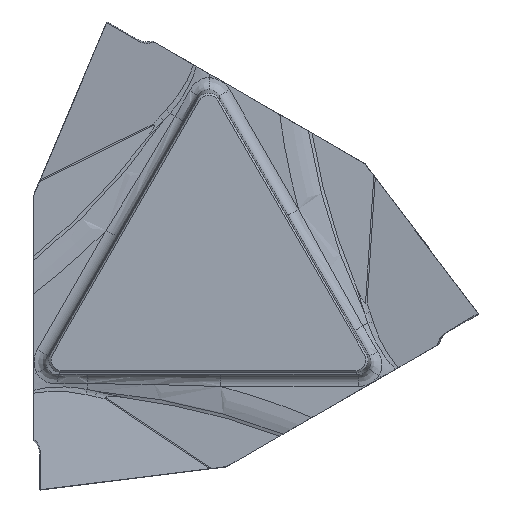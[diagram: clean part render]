
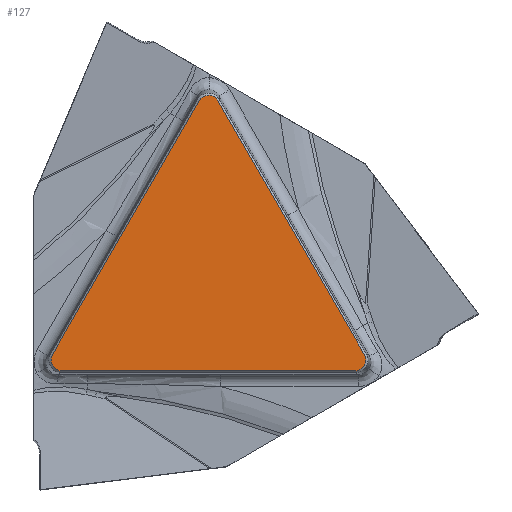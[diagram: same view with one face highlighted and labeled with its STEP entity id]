
A CAD part, left-side view. The second image highlights one B-rep face of the part: STEP entity #127.
In plain terms, the highlighted planar face has unit normal (-1, 0, 0).
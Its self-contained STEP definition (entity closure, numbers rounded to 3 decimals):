
#127=ADVANCED_FACE('',(#242),#213,.T.);
#213=PLANE('',#1515);
#242=FACE_OUTER_BOUND('',#328,.T.);
#328=EDGE_LOOP('',(#499,#500,#501,#502,#503,#504));
#499=ORIENTED_EDGE('',*,*,#1069,.T.);
#500=ORIENTED_EDGE('',*,*,#1070,.T.);
#501=ORIENTED_EDGE('',*,*,#1071,.T.);
#502=ORIENTED_EDGE('',*,*,#1072,.T.);
#503=ORIENTED_EDGE('',*,*,#1073,.T.);
#504=ORIENTED_EDGE('',*,*,#1074,.T.);
#931=VERTEX_POINT('',#2141);
#932=VERTEX_POINT('',#2142);
#933=VERTEX_POINT('',#2144);
#934=VERTEX_POINT('',#2149);
#935=VERTEX_POINT('',#2151);
#936=VERTEX_POINT('',#2156);
#1069=EDGE_CURVE('',#931,#932,#1418,.T.);
#1070=EDGE_CURVE('',#932,#933,#1265,.T.);
#1071=EDGE_CURVE('',#933,#934,#1419,.T.);
#1072=EDGE_CURVE('',#934,#935,#1266,.T.);
#1073=EDGE_CURVE('',#935,#936,#1420,.T.);
#1074=EDGE_CURVE('',#936,#931,#1267,.T.);
#1265=LINE('',#2143,#1346);
#1266=LINE('',#2150,#1347);
#1267=LINE('',#2157,#1348);
#1346=VECTOR('',#1685,1.);
#1347=VECTOR('',#1686,1.);
#1348=VECTOR('',#1687,1.);
#1418=B_SPLINE_CURVE_WITH_KNOTS('',3,(#2137,#2138,#2139,#2140),
 .UNSPECIFIED.,.F.,.F.,(4,4),(0.,1.),.UNSPECIFIED.);
#1419=B_SPLINE_CURVE_WITH_KNOTS('',3,(#2145,#2146,#2147,#2148),
 .UNSPECIFIED.,.F.,.F.,(4,4),(0.,1.),.UNSPECIFIED.);
#1420=B_SPLINE_CURVE_WITH_KNOTS('',3,(#2152,#2153,#2154,#2155),
 .UNSPECIFIED.,.F.,.F.,(4,4),(0.,1.),.UNSPECIFIED.);
#1515=AXIS2_PLACEMENT_3D('',#2158,#1688,#1689);
#1685=DIRECTION('',(0.,0.5,0.866));
#1686=DIRECTION('',(0.,0.5,-0.866));
#1687=DIRECTION('',(0.,-1.,0.));
#1688=DIRECTION('',(-1.,0.,0.));
#1689=DIRECTION('',(0.,0.,-1.));
#2137=CARTESIAN_POINT('',(-3.,-5.976,-3.876));
#2138=CARTESIAN_POINT('',(-3.,-6.286,-3.877));
#2139=CARTESIAN_POINT('',(-3.,-6.485,-3.479));
#2140=CARTESIAN_POINT('',(-3.,-6.345,-3.237));
#2141=CARTESIAN_POINT('',(-3.,-5.976,-3.876));
#2142=CARTESIAN_POINT('',(-3.,-6.345,-3.237));
#2143=CARTESIAN_POINT('',(-3.,-6.343,-3.234));
#2144=CARTESIAN_POINT('',(-3.,-0.369,7.114));
#2145=CARTESIAN_POINT('',(-3.,-0.369,7.114));
#2146=CARTESIAN_POINT('',(-3.,-0.214,7.382));
#2147=CARTESIAN_POINT('',(-3.,0.23,7.356));
#2148=CARTESIAN_POINT('',(-3.,0.369,7.114));
#2149=CARTESIAN_POINT('',(-3.,0.369,7.114));
#2150=CARTESIAN_POINT('',(-3.,0.371,7.11));
#2151=CARTESIAN_POINT('',(-3.,6.345,-3.237));
#2152=CARTESIAN_POINT('',(-3.,6.345,-3.237));
#2153=CARTESIAN_POINT('',(-3.,6.5,-3.506));
#2154=CARTESIAN_POINT('',(-3.,6.255,-3.877));
#2155=CARTESIAN_POINT('',(-3.,5.976,-3.876));
#2156=CARTESIAN_POINT('',(-3.,5.976,-3.876));
#2157=CARTESIAN_POINT('',(-3.,5.972,-3.876));
#2158=CARTESIAN_POINT('',(-3.,0.,0.));
